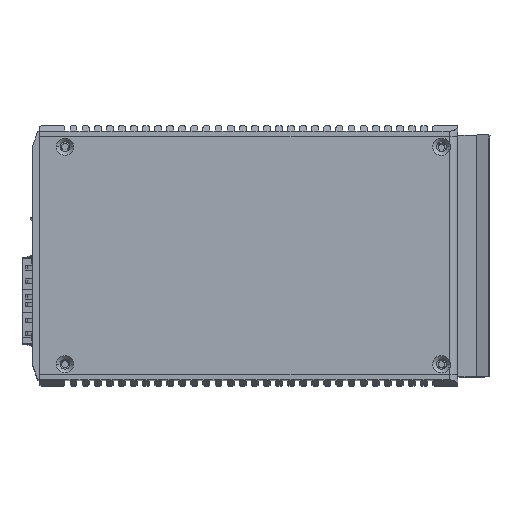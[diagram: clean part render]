
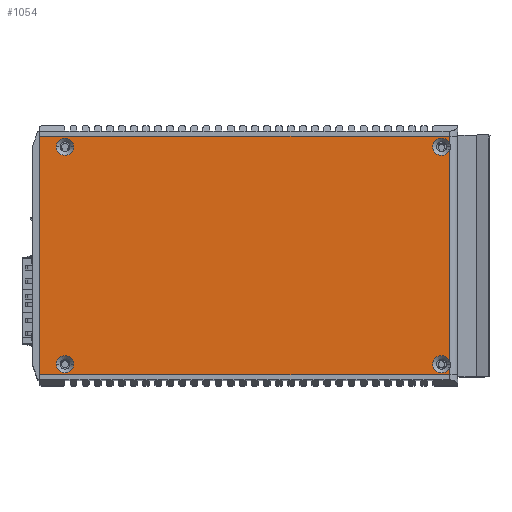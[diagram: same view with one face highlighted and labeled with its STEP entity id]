
A CAD part, top view. The second image highlights one B-rep face of the part: STEP entity #1054.
In plain terms, the highlighted planar face has unit normal (0, 0, 1).
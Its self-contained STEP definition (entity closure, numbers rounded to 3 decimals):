
#135=CARTESIAN_POINT('',(55.8,-2.,82.5));
#136=DIRECTION('',(0.,0.,1.));
#137=DIRECTION('',(0.9,0.436,0.));
#138=AXIS2_PLACEMENT_3D('',#135,#136,#137);
#140=CARTESIAN_POINT('',(55.8,-2.,82.5));
#141=DIRECTION('',(0.,0.,1.));
#142=DIRECTION('',(-1.,0.,0.));
#143=AXIS2_PLACEMENT_3D('',#140,#141,#142);
#145=CARTESIAN_POINT('',(55.8,-65.,82.5));
#146=DIRECTION('',(0.,0.,1.));
#147=DIRECTION('',(0.9,0.436,0.));
#148=AXIS2_PLACEMENT_3D('',#145,#146,#147);
#150=CARTESIAN_POINT('',(55.8,-65.,82.5));
#151=DIRECTION('',(0.,0.,1.));
#152=DIRECTION('',(-1.,0.,0.));
#153=AXIS2_PLACEMENT_3D('',#150,#151,#152);
#155=DIRECTION('',(-1.,0.,0.));
#156=VECTOR('',#155,118.6);
#157=CARTESIAN_POINT('',(58.05,-68.,82.5));
#158=LINE('',#157,#156);
#159=DIRECTION('',(0.,1.,0.));
#160=VECTOR('',#159,69.);
#161=CARTESIAN_POINT('',(-60.55,-68.,82.5));
#162=LINE('',#161,#160);
#163=DIRECTION('',(1.,0.,0.));
#164=VECTOR('',#163,118.6);
#165=CARTESIAN_POINT('',(-60.55,1.,82.5));
#166=LINE('',#165,#164);
#167=CARTESIAN_POINT('',(-53.2,-65.,82.5));
#168=DIRECTION('',(0.,0.,1.));
#169=DIRECTION('',(1.,0.,0.));
#170=AXIS2_PLACEMENT_3D('',#167,#168,#169);
#172=CARTESIAN_POINT('',(-53.2,-65.,82.5));
#173=DIRECTION('',(0.,0.,1.));
#174=DIRECTION('',(-1.,0.,0.));
#175=AXIS2_PLACEMENT_3D('',#172,#173,#174);
#177=CARTESIAN_POINT('',(-53.2,-2.,82.5));
#178=DIRECTION('',(0.,0.,1.));
#179=DIRECTION('',(1.,0.,0.));
#180=AXIS2_PLACEMENT_3D('',#177,#178,#179);
#182=CARTESIAN_POINT('',(-53.2,-2.,82.5));
#183=DIRECTION('',(0.,0.,1.));
#184=DIRECTION('',(-1.,0.,0.));
#185=AXIS2_PLACEMENT_3D('',#182,#183,#184);
#393=DIRECTION('',(0.,1.,0.));
#394=VECTOR('',#393,1.912);
#395=CARTESIAN_POINT('',(58.05,-68.,82.5));
#396=LINE('',#395,#394);
#397=DIRECTION('',(0.,1.,0.));
#398=VECTOR('',#397,60.822);
#399=CARTESIAN_POINT('',(58.05,-63.91,82.5));
#400=LINE('',#399,#398);
#401=DIRECTION('',(0.,1.,0.));
#402=VECTOR('',#401,1.911);
#403=CARTESIAN_POINT('',(58.05,-0.911,82.5));
#404=LINE('',#403,#402);
#757=CARTESIAN_POINT('',(58.05,-68.,82.5));
#758=CARTESIAN_POINT('',(-60.55,-68.,82.5));
#759=VERTEX_POINT('',#757);
#760=VERTEX_POINT('',#758);
#769=CARTESIAN_POINT('',(53.3,-2.,82.5));
#770=CARTESIAN_POINT('',(58.05,-3.09,82.5));
#771=VERTEX_POINT('',#769);
#772=VERTEX_POINT('',#770);
#773=CARTESIAN_POINT('',(58.05,-0.911,82.5));
#774=VERTEX_POINT('',#773);
#775=CARTESIAN_POINT('',(58.05,-63.91,82.5));
#776=VERTEX_POINT('',#775);
#777=CARTESIAN_POINT('',(53.3,-65.,82.5));
#778=CARTESIAN_POINT('',(58.05,-66.09,82.5));
#779=VERTEX_POINT('',#777);
#780=VERTEX_POINT('',#778);
#781=CARTESIAN_POINT('',(-60.55,1.,82.5));
#782=VERTEX_POINT('',#781);
#783=CARTESIAN_POINT('',(58.05,1.,82.5));
#784=VERTEX_POINT('',#783);
#785=CARTESIAN_POINT('',(-50.7,-65.,82.5));
#786=CARTESIAN_POINT('',(-55.7,-65.,82.5));
#787=VERTEX_POINT('',#785);
#788=VERTEX_POINT('',#786);
#789=CARTESIAN_POINT('',(-50.7,-2.,82.5));
#790=CARTESIAN_POINT('',(-55.7,-2.,82.5));
#791=VERTEX_POINT('',#789);
#792=VERTEX_POINT('',#790);
#1016=CARTESIAN_POINT('',(60.422,-69.38,82.5));
#1017=DIRECTION('',(0.,0.,-1.));
#1018=DIRECTION('',(-1.,0.,0.));
#1019=AXIS2_PLACEMENT_3D('',#1016,#1017,#1018);
#1020=PLANE('',#1019);
#1022=ORIENTED_EDGE('',*,*,#1021,.T.);
#1024=ORIENTED_EDGE('',*,*,#1023,.T.);
#1026=ORIENTED_EDGE('',*,*,#1025,.F.);
#1028=ORIENTED_EDGE('',*,*,#1027,.T.);
#1030=ORIENTED_EDGE('',*,*,#1029,.T.);
#1032=ORIENTED_EDGE('',*,*,#1031,.F.);
#1033=ORIENTED_EDGE('',*,*,#998,.T.);
#1035=ORIENTED_EDGE('',*,*,#1034,.T.);
#1037=ORIENTED_EDGE('',*,*,#1036,.T.);
#1039=ORIENTED_EDGE('',*,*,#1038,.F.);
#1040=EDGE_LOOP('',(#1022,#1024,#1026,#1028,#1030,#1032,#1033,#1035,#1037,
#1039));
#1041=FACE_OUTER_BOUND('',#1040,.F.);
#1043=ORIENTED_EDGE('',*,*,#1042,.T.);
#1045=ORIENTED_EDGE('',*,*,#1044,.T.);
#1046=EDGE_LOOP('',(#1043,#1045));
#1047=FACE_BOUND('',#1046,.F.);
#1049=ORIENTED_EDGE('',*,*,#1048,.T.);
#1051=ORIENTED_EDGE('',*,*,#1050,.T.);
#1052=EDGE_LOOP('',(#1049,#1051));
#1053=FACE_BOUND('',#1052,.F.);
#1054=ADVANCED_FACE('',(#1041,#1047,#1053),#1020,.F.);
#139=CIRCLE('',#138,2.5);
#144=CIRCLE('',#143,2.5);
#149=CIRCLE('',#148,2.5);
#154=CIRCLE('',#153,2.5);
#171=CIRCLE('',#170,2.5);
#176=CIRCLE('',#175,2.5);
#181=CIRCLE('',#180,2.5);
#186=CIRCLE('',#185,2.5);
#998=EDGE_CURVE('',#759,#760,#158,.T.);
#1021=EDGE_CURVE('',#774,#771,#139,.T.);
#1023=EDGE_CURVE('',#771,#772,#144,.T.);
#1025=EDGE_CURVE('',#776,#772,#400,.T.);
#1027=EDGE_CURVE('',#776,#779,#149,.T.);
#1029=EDGE_CURVE('',#779,#780,#154,.T.);
#1031=EDGE_CURVE('',#759,#780,#396,.T.);
#1034=EDGE_CURVE('',#760,#782,#162,.T.);
#1036=EDGE_CURVE('',#782,#784,#166,.T.);
#1038=EDGE_CURVE('',#774,#784,#404,.T.);
#1042=EDGE_CURVE('',#787,#788,#171,.T.);
#1044=EDGE_CURVE('',#788,#787,#176,.T.);
#1048=EDGE_CURVE('',#791,#792,#181,.T.);
#1050=EDGE_CURVE('',#792,#791,#186,.T.);
